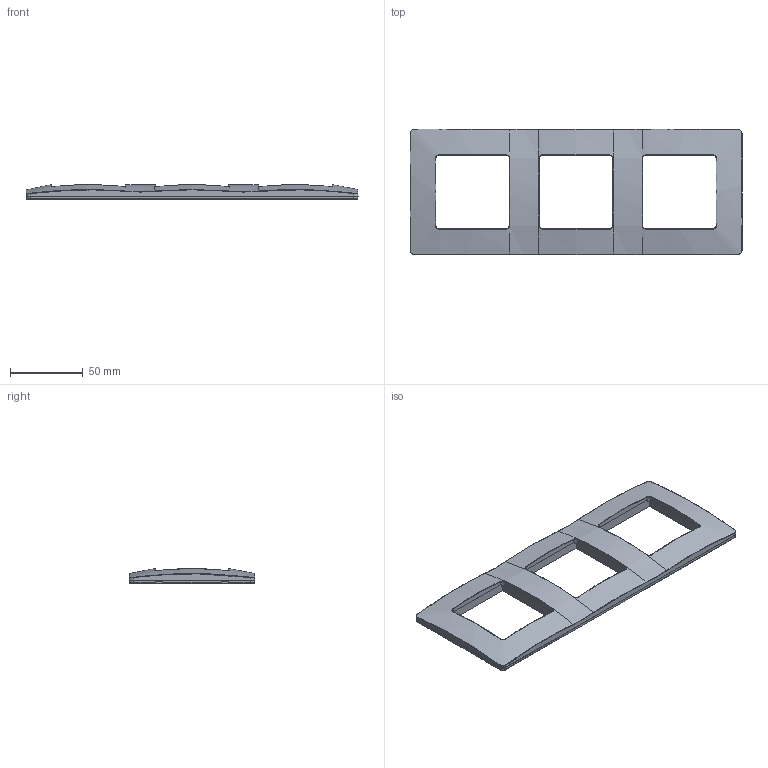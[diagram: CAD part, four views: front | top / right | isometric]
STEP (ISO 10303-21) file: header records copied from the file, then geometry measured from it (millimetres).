
FILE_DESCRIPTION (( 'STEP AP203' ), '1' );
FILE_NAME ('Ramka_3p.STEP', '2025-06-25T20:44:33', ( '' ), ( '' ), 'SwSTEP 2.0', 'SolidWorks 2022', '' );
FILE_SCHEMA (( 'CONFIG_CONTROL_DESIGN' ));
Products named in the file (1): Ramka_3p
Bounding box: 228 x 86 x 10.13 mm (x, y, z)
Surface area: 41446.8 mm2 (no closed solid volume)
Topology: 0 solids, 8 shells, 2644 faces, 7697 edges, 5085 vertices
Faces by surface type: plane 2454, bspline 122, cylinder 48, cone 16, torus 4
Entity records: 104053 total; most frequent: CARTESIAN_POINT 50047, ORIENTED_EDGE 15389, EDGE_CURVE 7697, B_SPLINE_CURVE_WITH_KNOTS 7615, VERTEX_POINT 5085, DIRECTION 5048, EDGE_LOOP 2672, FACE_OUTER_BOUND 2644
